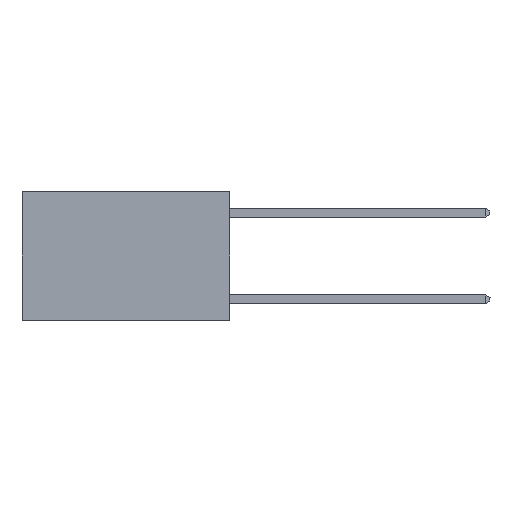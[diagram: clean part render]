
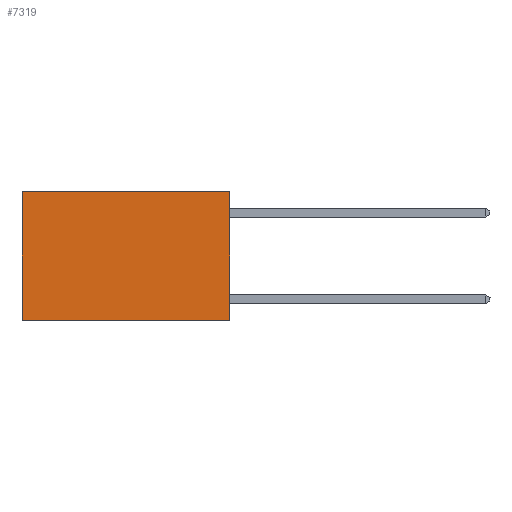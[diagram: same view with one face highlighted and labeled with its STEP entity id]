
A CAD part, left-side view. The second image highlights one B-rep face of the part: STEP entity #7319.
In plain terms, the highlighted planar face has unit normal (-1, 0, 0).
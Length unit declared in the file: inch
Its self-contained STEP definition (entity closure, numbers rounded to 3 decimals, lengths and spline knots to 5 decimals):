
#81 = FACE_OUTER_BOUND ( 'NONE', #187, .T. ) ;
#187 = EDGE_LOOP ( 'NONE', ( #3473, #868, #4148, #2972 ) ) ;
#204 = DIRECTION ( 'NONE',  ( 0., 1., 0. ) ) ;
#352 = VERTEX_POINT ( 'NONE', #1005 ) ;
#657 = PLANE ( 'NONE',  #5086 ) ;
#868 = ORIENTED_EDGE ( 'NONE', *, *, #8707, .F. ) ;
#870 = VECTOR ( 'NONE', #7188, 39.37008 ) ;
#888 = VECTOR ( 'NONE', #8660, 39.37008 ) ;
#1005 = CARTESIAN_POINT ( 'NONE',  ( 0.2625, 0., -0.37 ) ) ;
#1141 = VERTEX_POINT ( 'NONE', #1472 ) ;
#1312 = EDGE_CURVE ( 'NONE', #8545, #352, #8871, .T. ) ;
#1414 = DIRECTION ( 'NONE',  ( 0., 0., -1. ) ) ;
#1472 = CARTESIAN_POINT ( 'NONE',  ( 0.2625, 0.6, 0. ) ) ;
#1881 = VECTOR ( 'NONE', #8672, 39.37008 ) ;
#1925 = VERTEX_POINT ( 'NONE', #5183 ) ;
#2386 = LINE ( 'NONE', #7916, #1881 ) ;
#2972 = ORIENTED_EDGE ( 'NONE', *, *, #8212, .T. ) ;
#3033 = CARTESIAN_POINT ( 'NONE',  ( 0.2625, 0., 0. ) ) ;
#3473 = ORIENTED_EDGE ( 'NONE', *, *, #9453, .T. ) ;
#3790 = CARTESIAN_POINT ( 'NONE',  ( 0.2625, 0., 0. ) ) ;
#4137 = CARTESIAN_POINT ( 'NONE',  ( 0.2625, 0.6, 0. ) ) ;
#4148 = ORIENTED_EDGE ( 'NONE', *, *, #1312, .F. ) ;
#5086 = AXIS2_PLACEMENT_3D ( 'NONE', #3790, #6191, #1414 ) ;
#5143 = LINE ( 'NONE', #4137, #888 ) ;
#5183 = CARTESIAN_POINT ( 'NONE',  ( 0.2625, 0.6, -0.37 ) ) ;
#5705 = CARTESIAN_POINT ( 'NONE',  ( 0.2625, 0., 0. ) ) ;
#5748 = VECTOR ( 'NONE', #204, 39.37008 ) ;
#6191 = DIRECTION ( 'NONE',  ( 1., 0., 0. ) ) ;
#7188 = DIRECTION ( 'NONE',  ( 0., 0., -1. ) ) ;
#7201 = CARTESIAN_POINT ( 'NONE',  ( 0.2625, 0., 0. ) ) ;
#7319 = ADVANCED_FACE ( 'NONE', ( #81 ), #657, .F. ) ;
#7916 = CARTESIAN_POINT ( 'NONE',  ( 0.2625, 0., -0.37 ) ) ;
#8212 = EDGE_CURVE ( 'NONE', #8545, #1141, #9478, .T. ) ;
#8545 = VERTEX_POINT ( 'NONE', #3033 ) ;
#8660 = DIRECTION ( 'NONE',  ( 0., 0., -1. ) ) ;
#8672 = DIRECTION ( 'NONE',  ( 0., 1., 0. ) ) ;
#8707 = EDGE_CURVE ( 'NONE', #352, #1925, #2386, .T. ) ;
#8871 = LINE ( 'NONE', #7201, #870 ) ;
#9453 = EDGE_CURVE ( 'NONE', #1141, #1925, #5143, .T. ) ;
#9478 = LINE ( 'NONE', #5705, #5748 ) ;
